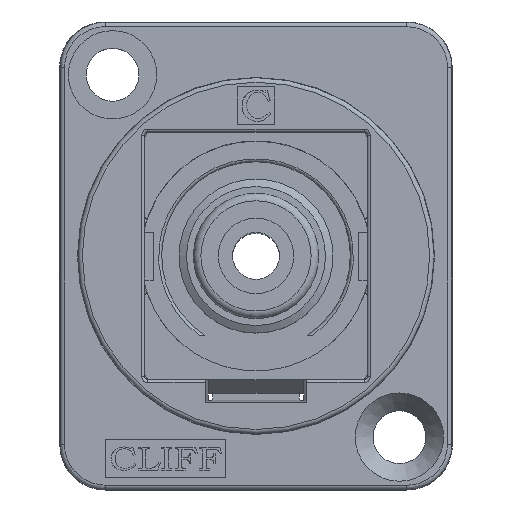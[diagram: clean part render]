
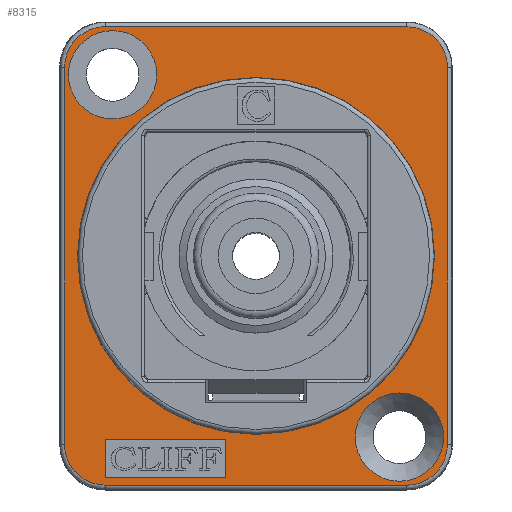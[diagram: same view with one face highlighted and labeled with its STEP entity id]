
A CAD part, top view. The second image highlights one B-rep face of the part: STEP entity #8315.
In plain terms, the highlighted planar face has unit normal (0, 0, 1).
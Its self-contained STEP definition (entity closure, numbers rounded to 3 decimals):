
#118=ELLIPSE('',#8873,2.7,2.7);
#119=ELLIPSE('',#8874,2.7,2.7);
#120=ELLIPSE('',#8875,2.7,2.7);
#121=ELLIPSE('',#8876,2.7,2.7);
#385=FACE_BOUND('',#1192,.T.);
#386=FACE_BOUND('',#1193,.T.);
#387=FACE_BOUND('',#1194,.T.);
#388=FACE_BOUND('',#1195,.T.);
#764=FACE_OUTER_BOUND('',#1191,.T.);
#1191=EDGE_LOOP('',(#7133,#7134,#7135,#7136,#7137,#7138,#7139,#7140));
#1192=EDGE_LOOP('',(#7141,#7142,#7143,#7144));
#1193=EDGE_LOOP('',(#7145));
#1194=EDGE_LOOP('',(#7146));
#1195=EDGE_LOOP('',(#7147));
#1334=CIRCLE('',#8674,11.823);
#1380=CIRCLE('',#8877,2.925);
#1381=CIRCLE('',#8878,2.925);
#2151=LINE('',#14560,#2960);
#2155=LINE('',#14568,#2964);
#2158=LINE('',#14574,#2967);
#2161=LINE('',#14579,#2970);
#2182=LINE('',#14662,#2991);
#2183=LINE('',#14666,#2992);
#2184=LINE('',#14670,#2993);
#2185=LINE('',#14673,#2994);
#2960=VECTOR('',#10629,2.5);
#2964=VECTOR('',#10635,8.);
#2967=VECTOR('',#10640,2.5);
#2970=VECTOR('',#10645,8.);
#2991=VECTOR('',#10722,24.965);
#2992=VECTOR('',#10725,19.965);
#2993=VECTOR('',#10728,24.965);
#2994=VECTOR('',#10731,19.965);
#3432=VERTEX_POINT('',#12592);
#3724=VERTEX_POINT('',#14558);
#3725=VERTEX_POINT('',#14559);
#3728=VERTEX_POINT('',#14567);
#3730=VERTEX_POINT('',#14573);
#3750=VERTEX_POINT('',#14658);
#3751=VERTEX_POINT('',#14659);
#3752=VERTEX_POINT('',#14661);
#3753=VERTEX_POINT('',#14663);
#3754=VERTEX_POINT('',#14665);
#3755=VERTEX_POINT('',#14667);
#3756=VERTEX_POINT('',#14669);
#3757=VERTEX_POINT('',#14671);
#3758=VERTEX_POINT('',#14674);
#3759=VERTEX_POINT('',#14676);
#4378=EDGE_CURVE('',#3432,#3432,#1334,.T.);
#4852=EDGE_CURVE('',#3724,#3725,#2151,.T.);
#4856=EDGE_CURVE('',#3728,#3724,#2155,.T.);
#4859=EDGE_CURVE('',#3730,#3728,#2158,.T.);
#4862=EDGE_CURVE('',#3725,#3730,#2161,.T.);
#4898=EDGE_CURVE('',#3750,#3751,#118,.T.);
#4899=EDGE_CURVE('',#3752,#3750,#2182,.T.);
#4900=EDGE_CURVE('',#3753,#3752,#119,.T.);
#4901=EDGE_CURVE('',#3754,#3753,#2183,.T.);
#4902=EDGE_CURVE('',#3755,#3754,#120,.T.);
#4903=EDGE_CURVE('',#3756,#3755,#2184,.T.);
#4904=EDGE_CURVE('',#3757,#3756,#121,.T.);
#4905=EDGE_CURVE('',#3751,#3757,#2185,.T.);
#4906=EDGE_CURVE('',#3758,#3758,#1380,.T.);
#4907=EDGE_CURVE('',#3759,#3759,#1381,.T.);
#7133=ORIENTED_EDGE('',*,*,#4898,.F.);
#7134=ORIENTED_EDGE('',*,*,#4899,.F.);
#7135=ORIENTED_EDGE('',*,*,#4900,.F.);
#7136=ORIENTED_EDGE('',*,*,#4901,.F.);
#7137=ORIENTED_EDGE('',*,*,#4902,.F.);
#7138=ORIENTED_EDGE('',*,*,#4903,.F.);
#7139=ORIENTED_EDGE('',*,*,#4904,.F.);
#7140=ORIENTED_EDGE('',*,*,#4905,.F.);
#7141=ORIENTED_EDGE('',*,*,#4852,.T.);
#7142=ORIENTED_EDGE('',*,*,#4862,.T.);
#7143=ORIENTED_EDGE('',*,*,#4859,.T.);
#7144=ORIENTED_EDGE('',*,*,#4856,.T.);
#7145=ORIENTED_EDGE('',*,*,#4378,.T.);
#7146=ORIENTED_EDGE('',*,*,#4906,.T.);
#7147=ORIENTED_EDGE('',*,*,#4907,.T.);
#7523=PLANE('',#8872);
#8315=ADVANCED_FACE('',(#764,#385,#386,#387,#388),#7523,.T.);
#8674=AXIS2_PLACEMENT_3D('',#12593,#9963,#9964);
#8872=AXIS2_PLACEMENT_3D('',#14657,#10718,#10719);
#8873=AXIS2_PLACEMENT_3D('',#14660,#10720,#10721);
#8874=AXIS2_PLACEMENT_3D('',#14664,#10723,#10724);
#8875=AXIS2_PLACEMENT_3D('',#14668,#10726,#10727);
#8876=AXIS2_PLACEMENT_3D('',#14672,#10729,#10730);
#8877=AXIS2_PLACEMENT_3D('',#14675,#10732,#10733);
#8878=AXIS2_PLACEMENT_3D('',#14677,#10734,#10735);
#9963=DIRECTION('center_axis',(0.,0.,
-1.));
#9964=DIRECTION('ref_axis',(-1.,0.,0.));
#10629=DIRECTION('',(0.,1.,0.));
#10635=DIRECTION('',(-1.,0.,0.));
#10640=DIRECTION('',(0.,-1.,0.));
#10645=DIRECTION('',(1.,0.,0.));
#10718=DIRECTION('center_axis',(0.,0.,
1.));
#10719=DIRECTION('ref_axis',(1.,0.,0.));
#10720=DIRECTION('center_axis',(0.,0.,
-1.));
#10721=DIRECTION('ref_axis',(-0.707,0.707,0.));
#10722=DIRECTION('',(0.,1.,0.));
#10723=DIRECTION('center_axis',(0.,0.,
-1.));
#10724=DIRECTION('ref_axis',(-0.707,-0.707,0.));
#10725=DIRECTION('',(-1.,0.,0.));
#10726=DIRECTION('center_axis',(0.,0.,
-1.));
#10727=DIRECTION('ref_axis',(0.707,-0.707,0.));
#10728=DIRECTION('',(0.,-1.,0.));
#10729=DIRECTION('center_axis',(0.,0.,
-1.));
#10730=DIRECTION('ref_axis',(0.707,0.707,0.));
#10731=DIRECTION('',(1.,0.,0.));
#10732=DIRECTION('center_axis',(0.,0.,
-1.));
#10733=DIRECTION('ref_axis',(1.,0.,0.));
#10734=DIRECTION('center_axis',(0.,0.,
-1.));
#10735=DIRECTION('ref_axis',(1.,0.,0.));
#12592=CARTESIAN_POINT('',(11.823,0.,2.3));
#12593=CARTESIAN_POINT('Origin',(0.,0.,
2.3));
#14558=CARTESIAN_POINT('',(-10.,-14.683,2.3));
#14559=CARTESIAN_POINT('',(-10.,-12.183,2.3));
#14560=CARTESIAN_POINT('',(-10.,-7.341,2.3));
#14567=CARTESIAN_POINT('',(-2.,-14.683,2.3));
#14568=CARTESIAN_POINT('',(-1.,-14.683,2.3));
#14573=CARTESIAN_POINT('',(-2.,-12.183,2.3));
#14574=CARTESIAN_POINT('',(-2.,-6.091,2.3));
#14579=CARTESIAN_POINT('',(-5.,-12.183,2.3));
#14657=CARTESIAN_POINT('Origin',(0.,0.,
2.3));
#14658=CARTESIAN_POINT('',(-12.683,12.483,2.3));
#14659=CARTESIAN_POINT('',(-9.983,15.183,2.3));
#14660=CARTESIAN_POINT('Origin',(-9.982,12.482,2.3));
#14661=CARTESIAN_POINT('',(-12.683,-12.483,2.3));
#14662=CARTESIAN_POINT('',(-12.683,-7.75,2.3));
#14663=CARTESIAN_POINT('',(-9.983,-15.183,2.3));
#14664=CARTESIAN_POINT('Origin',(-9.982,-12.482,2.3));
#14665=CARTESIAN_POINT('',(9.983,-15.183,2.3));
#14666=CARTESIAN_POINT('',(6.5,-15.183,2.3));
#14667=CARTESIAN_POINT('',(12.683,-12.483,2.3));
#14668=CARTESIAN_POINT('Origin',(9.982,-12.482,2.3));
#14669=CARTESIAN_POINT('',(12.683,12.483,2.3));
#14670=CARTESIAN_POINT('',(12.683,7.75,2.3));
#14671=CARTESIAN_POINT('',(9.983,15.183,2.3));
#14672=CARTESIAN_POINT('Origin',(9.982,12.482,2.3));
#14673=CARTESIAN_POINT('',(-6.5,15.183,2.3));
#14674=CARTESIAN_POINT('',(6.575,-12.,2.3));
#14675=CARTESIAN_POINT('Origin',(9.5,-12.,2.3));
#14676=CARTESIAN_POINT('',(-12.425,12.,2.3));
#14677=CARTESIAN_POINT('Origin',(-9.5,12.,2.3));
